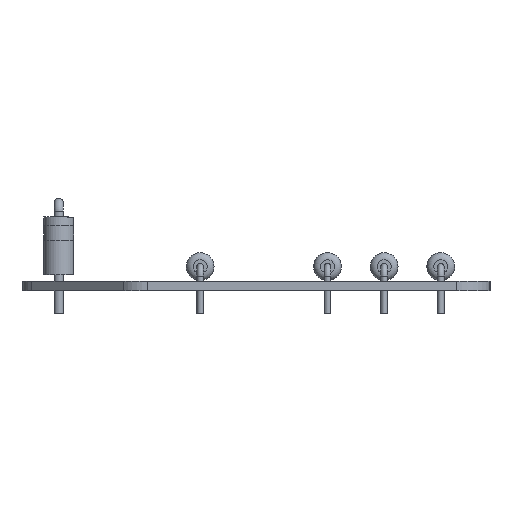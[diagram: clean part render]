
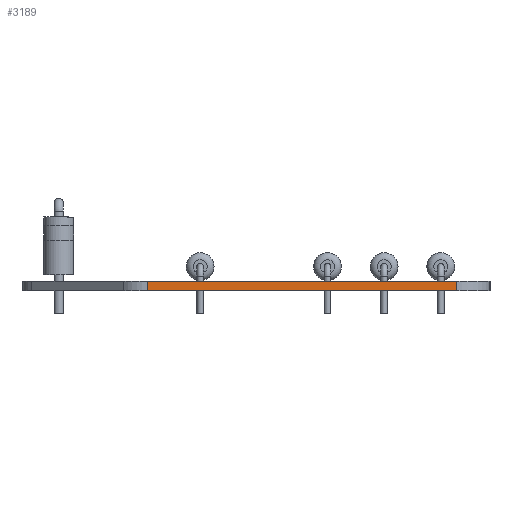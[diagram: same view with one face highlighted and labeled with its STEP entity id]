
A CAD part, left-side view. The second image highlights one B-rep face of the part: STEP entity #3189.
In plain terms, the highlighted planar face has unit normal (-1, 0, 0).
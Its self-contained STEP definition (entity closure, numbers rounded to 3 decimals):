
#1021 = VERTEX_POINT('',#1022);
#1022 = CARTESIAN_POINT('',(110.,-91.243,0.));
#1029 = EDGE_CURVE('',#1030,#1021,#1032,.T.);
#1030 = VERTEX_POINT('',#1031);
#1031 = CARTESIAN_POINT('',(110.,-119.,0.));
#1032 = LINE('',#1033,#1034);
#1033 = CARTESIAN_POINT('',(110.,-119.,0.));
#1034 = VECTOR('',#1035,1.);
#1035 = DIRECTION('',(0.,1.,0.));
#2053 = VERTEX_POINT('',#2054);
#2054 = CARTESIAN_POINT('',(110.,-91.243,0.89));
#2061 = EDGE_CURVE('',#2062,#2053,#2064,.T.);
#2062 = VERTEX_POINT('',#2063);
#2063 = CARTESIAN_POINT('',(110.,-119.,0.89));
#2064 = LINE('',#2065,#2066);
#2065 = CARTESIAN_POINT('',(110.,-119.,0.89));
#2066 = VECTOR('',#2067,1.);
#2067 = DIRECTION('',(0.,1.,0.));
#3159 = EDGE_CURVE('',#1021,#2053,#3160,.T.);
#3160 = LINE('',#3161,#3162);
#3161 = CARTESIAN_POINT('',(110.,-91.243,0.));
#3162 = VECTOR('',#3163,1.);
#3163 = DIRECTION('',(0.,0.,1.));
#3189 = ADVANCED_FACE('',(#3190),#3201,.T.);
#3190 = FACE_BOUND('',#3191,.T.);
#3191 = EDGE_LOOP('',(#3192,#3198,#3199,#3200));
#3192 = ORIENTED_EDGE('',*,*,#3193,.T.);
#3193 = EDGE_CURVE('',#1030,#2062,#3194,.T.);
#3194 = LINE('',#3195,#3196);
#3195 = CARTESIAN_POINT('',(110.,-119.,0.));
#3196 = VECTOR('',#3197,1.);
#3197 = DIRECTION('',(0.,0.,1.));
#3198 = ORIENTED_EDGE('',*,*,#2061,.T.);
#3199 = ORIENTED_EDGE('',*,*,#3159,.F.);
#3200 = ORIENTED_EDGE('',*,*,#1029,.F.);
#3201 = PLANE('',#3202);
#3202 = AXIS2_PLACEMENT_3D('',#3203,#3204,#3205);
#3203 = CARTESIAN_POINT('',(110.,-119.,0.));
#3204 = DIRECTION('',(-1.,0.,0.));
#3205 = DIRECTION('',(0.,1.,0.));
